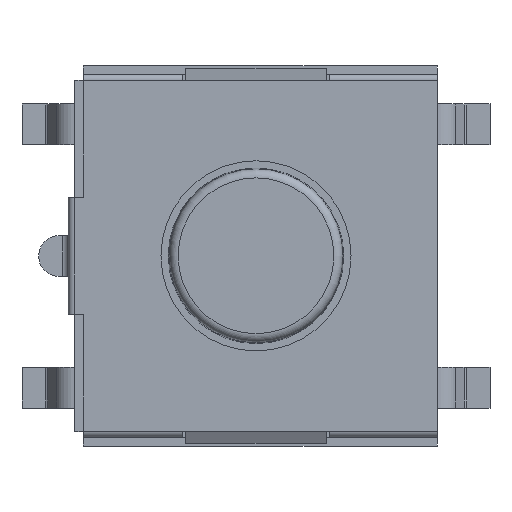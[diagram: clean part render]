
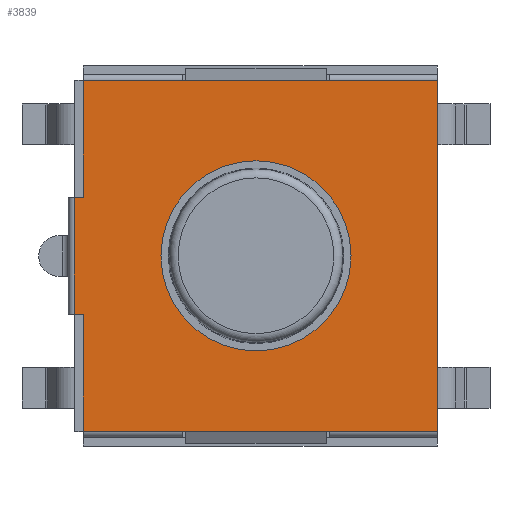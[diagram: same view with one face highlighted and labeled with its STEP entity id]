
A CAD part, top view. The second image highlights one B-rep face of the part: STEP entity #3839.
In plain terms, the highlighted planar face has unit normal (0, 0, 1).
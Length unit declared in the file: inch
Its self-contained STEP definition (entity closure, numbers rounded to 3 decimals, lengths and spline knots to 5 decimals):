
#139=CIRCLE('',#4123,0.06398);
#212=FACE_BOUND('',#544,.T.);
#323=FACE_OUTER_BOUND('',#543,.T.);
#543=EDGE_LOOP('',(#2983,#2984,#2985,#2986,#2987,#2988,#2989,#2990));
#544=EDGE_LOOP('',(#2991));
#895=LINE('',#5963,#1329);
#902=LINE('',#5979,#1336);
#932=LINE('',#6042,#1366);
#933=LINE('',#6044,#1367);
#934=LINE('',#6046,#1368);
#935=LINE('',#6048,#1369);
#936=LINE('',#6050,#1370);
#937=LINE('',#6051,#1371);
#1329=VECTOR('',#4798,0.3937);
#1336=VECTOR('',#4811,0.3937);
#1366=VECTOR('',#4859,0.3937);
#1367=VECTOR('',#4860,0.3937);
#1368=VECTOR('',#4861,0.3937);
#1369=VECTOR('',#4862,0.3937);
#1370=VECTOR('',#4863,0.3937);
#1371=VECTOR('',#4864,0.3937);
#1727=VERTEX_POINT('',#5960);
#1728=VERTEX_POINT('',#5962);
#1733=VERTEX_POINT('',#5976);
#1734=VERTEX_POINT('',#5978);
#1759=VERTEX_POINT('',#6043);
#1760=VERTEX_POINT('',#6045);
#1761=VERTEX_POINT('',#6047);
#1762=VERTEX_POINT('',#6049);
#1763=VERTEX_POINT('',#6052);
#2174=EDGE_CURVE('',#1728,#1727,#895,.T.);
#2183=EDGE_CURVE('',#1733,#1734,#902,.T.);
#2214=EDGE_CURVE('',#1727,#1734,#932,.T.);
#2215=EDGE_CURVE('',#1759,#1733,#933,.T.);
#2216=EDGE_CURVE('',#1759,#1760,#934,.T.);
#2217=EDGE_CURVE('',#1761,#1760,#935,.T.);
#2218=EDGE_CURVE('',#1761,#1762,#936,.T.);
#2219=EDGE_CURVE('',#1728,#1762,#937,.T.);
#2220=EDGE_CURVE('',#1763,#1763,#139,.T.);
#2983=ORIENTED_EDGE('',*,*,#2214,.T.);
#2984=ORIENTED_EDGE('',*,*,#2183,.F.);
#2985=ORIENTED_EDGE('',*,*,#2215,.F.);
#2986=ORIENTED_EDGE('',*,*,#2216,.T.);
#2987=ORIENTED_EDGE('',*,*,#2217,.F.);
#2988=ORIENTED_EDGE('',*,*,#2218,.T.);
#2989=ORIENTED_EDGE('',*,*,#2219,.F.);
#2990=ORIENTED_EDGE('',*,*,#2174,.T.);
#2991=ORIENTED_EDGE('',*,*,#2220,.T.);
#3673=PLANE('',#4122);
#3839=ADVANCED_FACE('',(#323,#212),#3673,.F.);
#4122=AXIS2_PLACEMENT_3D('',#6041,#4857,#4858);
#4123=AXIS2_PLACEMENT_3D('',#6053,#4865,#4866);
#4798=DIRECTION('',(-1.,0.,0.));
#4811=DIRECTION('',(-1.,0.,0.));
#4857=DIRECTION('center_axis',(0.,0.,-1.));
#4858=DIRECTION('ref_axis',(-1.,0.,0.));
#4859=DIRECTION('',(0.,-1.,0.));
#4860=DIRECTION('',(0.,1.,0.));
#4861=DIRECTION('',(1.,0.,0.));
#4862=DIRECTION('',(0.,-1.,0.));
#4863=DIRECTION('',(-1.,0.,0.));
#4864=DIRECTION('',(0.,1.,0.));
#4865=DIRECTION('center_axis',(0.,0.,-1.));
#4866=DIRECTION('ref_axis',(-1.,0.,0.));
#5960=CARTESIAN_POINT('',(-0.1224,0.03937,0.10236));
#5962=CARTESIAN_POINT('',(-0.11614,0.03937,0.10236));
#5963=CARTESIAN_POINT('',(-0.11614,0.03937,0.10236));
#5976=CARTESIAN_POINT('',(-0.11614,-0.03937,0.10236));
#5978=CARTESIAN_POINT('',(-0.1224,-0.03937,0.10236));
#5979=CARTESIAN_POINT('',(-0.11614,-0.03937,0.10236));
#6041=CARTESIAN_POINT('Origin',(0.00295,0.,
0.10236));
#6042=CARTESIAN_POINT('',(-0.1224,0.01969,0.10236));
#6043=CARTESIAN_POINT('',(-0.11614,-0.11807,0.10236));
#6044=CARTESIAN_POINT('',(-0.11614,-0.12205,0.10236));
#6045=CARTESIAN_POINT('',(0.12205,-0.11807,0.10236));
#6046=CARTESIAN_POINT('',(0.0625,-0.11807,0.10236));
#6047=CARTESIAN_POINT('',(0.12205,0.11807,0.10236));
#6048=CARTESIAN_POINT('',(0.12205,0.12205,0.10236));
#6049=CARTESIAN_POINT('',(-0.11614,0.11807,0.10236));
#6050=CARTESIAN_POINT('',(-0.05659,0.11807,0.10236));
#6051=CARTESIAN_POINT('',(-0.11614,-0.12205,0.10236));
#6052=CARTESIAN_POINT('',(0.06398,0.,0.10236));
#6053=CARTESIAN_POINT('Origin',(0.,0.,
0.10236));
